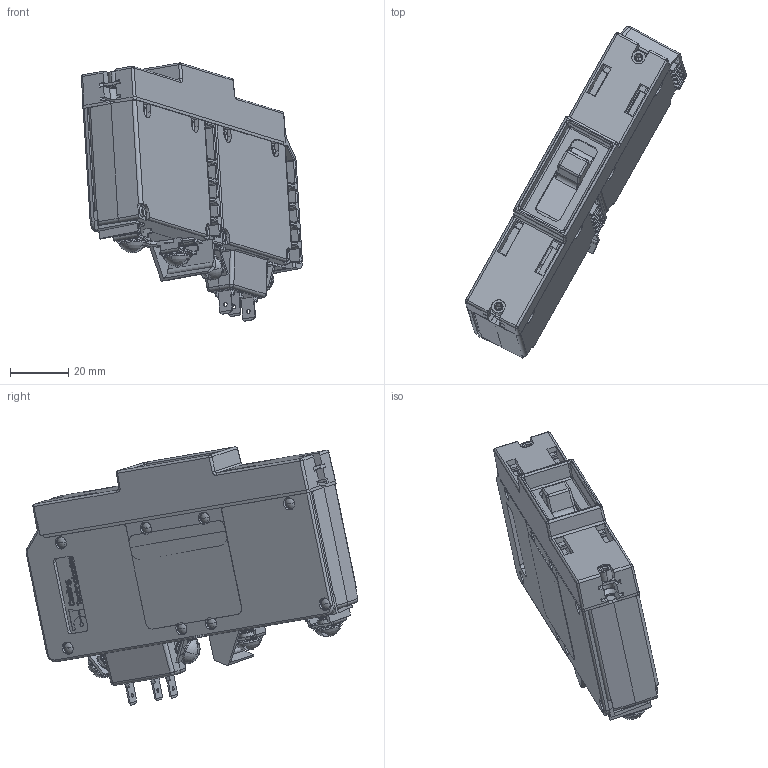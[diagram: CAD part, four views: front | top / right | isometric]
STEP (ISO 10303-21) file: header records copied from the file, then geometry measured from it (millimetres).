
FILE_DESCRIPTION((''),'2;1');
FILE_NAME('TB2-B9-21-615-J15-CG_SW0003','2017-02-01T',('patrickmoody'),(''),'CREO PARAMETRIC BY PTC INC, 2015480','CREO PARAMETRIC BY PTC INC, 2015480','');
FILE_SCHEMA(('AUTOMOTIVE_DESIGN { 1 0 10303 214 1 1 1 1 }'));
Products named in the file (1): TB2-B9-21-615-J15-CG_SW0003
Bounding box: 75.96 x 114.17 x 88.84 mm (x, y, z)
Volume: 109396.4 mm3; surface area: 55722.5 mm2
Topology: 1 solids, 9 shells, 5548 faces, 15926 edges, 10422 vertices
Faces by surface type: plane 3943, cylinder 789, extrusion 318, bspline 208, cone 165, torus 68, sphere 57
Entity records: 209180 total; most frequent: CARTESIAN_POINT 51853, ORIENTED_EDGE 31788, DIRECTION 26218, EDGE_CURVE 15894, VECTOR 12786, LINE 12468, VERTEX_POINT 10422, AXIS2_PLACEMENT_3D 6716
